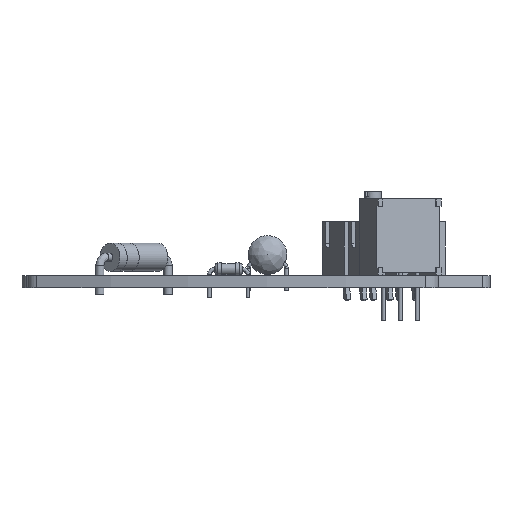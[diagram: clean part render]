
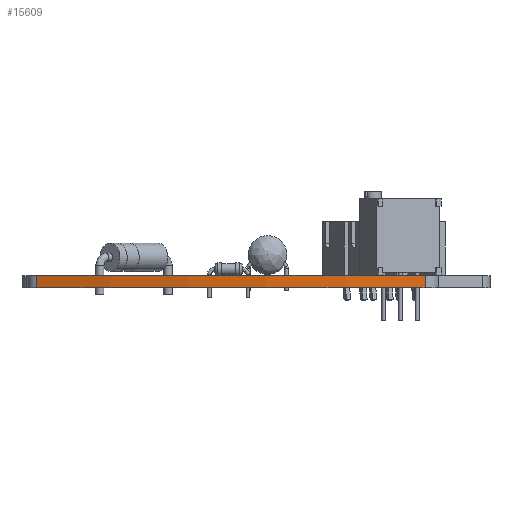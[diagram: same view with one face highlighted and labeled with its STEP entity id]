
A CAD part, front view. The second image highlights one B-rep face of the part: STEP entity #15609.
In plain terms, the highlighted cylindrical face has radius 99 mm (diameter 198 mm), a partial arc.
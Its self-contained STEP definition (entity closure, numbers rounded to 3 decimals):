
#11366 = PLANE('',#11367);
#11367 = AXIS2_PLACEMENT_3D('',#11368,#11369,#11370);
#11368 = CARTESIAN_POINT('',(148.646,-108.477,1.6));
#11369 = DIRECTION('',(0.,0.,1.));
#11370 = DIRECTION('',(1.,0.,-0.));
#11421 = PLANE('',#11422);
#11422 = AXIS2_PLACEMENT_3D('',#11423,#11424,#11425);
#11423 = CARTESIAN_POINT('',(148.646,-108.477,0.));
#11424 = DIRECTION('',(0.,0.,1.));
#11425 = DIRECTION('',(1.,0.,-0.));
#11759 = VERTEX_POINT('',#11760);
#11760 = CARTESIAN_POINT('',(120.298,-126.51,0.));
#11775 = CYLINDRICAL_SURFACE('',#11776,2.);
#11776 = AXIS2_PLACEMENT_3D('',#11777,#11778,#11779);
#11777 = CARTESIAN_POINT('',(121.066,-124.663,0.));
#11778 = DIRECTION('',(-0.,-0.,-1.));
#11779 = DIRECTION('',(1.,0.,-0.));
#11787 = EDGE_CURVE('',#11759,#11788,#11790,.T.);
#11788 = VERTEX_POINT('',#11789);
#11789 = CARTESIAN_POINT('',(171.36,-133.232,0.));
#11790 = SURFACE_CURVE('',#11791,(#11796,#11803),.PCURVE_S1.);
#11791 = CIRCLE('',#11792,99.);
#11792 = AXIS2_PLACEMENT_3D('',#11793,#11794,#11795);
#11793 = CARTESIAN_POINT('',(158.307,-35.097,0.));
#11794 = DIRECTION('',(0.,0.,1.));
#11795 = DIRECTION('',(1.,0.,-0.));
#11796 = PCURVE('',#11421,#11797);
#11797 = DEFINITIONAL_REPRESENTATION('',(#11798),#11802);
#11798 = CIRCLE('',#11799,99.);
#11799 = AXIS2_PLACEMENT_2D('',#11800,#11801);
#11800 = CARTESIAN_POINT('',(9.661,73.38));
#11801 = DIRECTION('',(1.,0.));
#11802 = ( GEOMETRIC_REPRESENTATION_CONTEXT(2) 
PARAMETRIC_REPRESENTATION_CONTEXT() REPRESENTATION_CONTEXT('2D SPACE',''
  ) );
#11803 = PCURVE('',#11804,#11809);
#11804 = CYLINDRICAL_SURFACE('',#11805,99.);
#11805 = AXIS2_PLACEMENT_3D('',#11806,#11807,#11808);
#11806 = CARTESIAN_POINT('',(158.307,-35.097,0.));
#11807 = DIRECTION('',(-0.,-0.,-1.));
#11808 = DIRECTION('',(1.,0.,-0.));
#11809 = DEFINITIONAL_REPRESENTATION('',(#11810),#11814);
#11810 = LINE('',#11811,#11812);
#11811 = CARTESIAN_POINT('',(-0.,0.));
#11812 = VECTOR('',#11813,1.);
#11813 = DIRECTION('',(-1.,0.));
#11814 = ( GEOMETRIC_REPRESENTATION_CONTEXT(2) 
PARAMETRIC_REPRESENTATION_CONTEXT() REPRESENTATION_CONTEXT('2D SPACE',''
  ) );
#11833 = CYLINDRICAL_SURFACE('',#11834,2.);
#11834 = AXIS2_PLACEMENT_3D('',#11835,#11836,#11837);
#11835 = CARTESIAN_POINT('',(171.097,-131.25,0.));
#11836 = DIRECTION('',(-0.,-0.,-1.));
#11837 = DIRECTION('',(1.,0.,-0.));
#13778 = VERTEX_POINT('',#13779);
#13779 = CARTESIAN_POINT('',(120.298,-126.51,1.6));
#13801 = EDGE_CURVE('',#13778,#13802,#13804,.T.);
#13802 = VERTEX_POINT('',#13803);
#13803 = CARTESIAN_POINT('',(171.36,-133.232,1.6));
#13804 = SURFACE_CURVE('',#13805,(#13810,#13817),.PCURVE_S1.);
#13805 = CIRCLE('',#13806,99.);
#13806 = AXIS2_PLACEMENT_3D('',#13807,#13808,#13809);
#13807 = CARTESIAN_POINT('',(158.307,-35.097,1.6));
#13808 = DIRECTION('',(0.,0.,1.));
#13809 = DIRECTION('',(1.,0.,-0.));
#13810 = PCURVE('',#11366,#13811);
#13811 = DEFINITIONAL_REPRESENTATION('',(#13812),#13816);
#13812 = CIRCLE('',#13813,99.);
#13813 = AXIS2_PLACEMENT_2D('',#13814,#13815);
#13814 = CARTESIAN_POINT('',(9.661,73.38));
#13815 = DIRECTION('',(1.,0.));
#13816 = ( GEOMETRIC_REPRESENTATION_CONTEXT(2) 
PARAMETRIC_REPRESENTATION_CONTEXT() REPRESENTATION_CONTEXT('2D SPACE',''
  ) );
#13817 = PCURVE('',#11804,#13818);
#13818 = DEFINITIONAL_REPRESENTATION('',(#13819),#13823);
#13819 = LINE('',#13820,#13821);
#13820 = CARTESIAN_POINT('',(-0.,-1.6));
#13821 = VECTOR('',#13822,1.);
#13822 = DIRECTION('',(-1.,0.));
#13823 = ( GEOMETRIC_REPRESENTATION_CONTEXT(2) 
PARAMETRIC_REPRESENTATION_CONTEXT() REPRESENTATION_CONTEXT('2D SPACE',''
  ) );
#15559 = EDGE_CURVE('',#11788,#13802,#15560,.T.);
#15560 = SURFACE_CURVE('',#15561,(#15565,#15572),.PCURVE_S1.);
#15561 = LINE('',#15562,#15563);
#15562 = CARTESIAN_POINT('',(171.36,-133.232,0.));
#15563 = VECTOR('',#15564,1.);
#15564 = DIRECTION('',(0.,0.,1.));
#15565 = PCURVE('',#11833,#15566);
#15566 = DEFINITIONAL_REPRESENTATION('',(#15567),#15571);
#15567 = LINE('',#15568,#15569);
#15568 = CARTESIAN_POINT('',(-4.844,0.));
#15569 = VECTOR('',#15570,1.);
#15570 = DIRECTION('',(-0.,-1.));
#15571 = ( GEOMETRIC_REPRESENTATION_CONTEXT(2) 
PARAMETRIC_REPRESENTATION_CONTEXT() REPRESENTATION_CONTEXT('2D SPACE',''
  ) );
#15572 = PCURVE('',#11804,#15573);
#15573 = DEFINITIONAL_REPRESENTATION('',(#15574),#15578);
#15574 = LINE('',#15575,#15576);
#15575 = CARTESIAN_POINT('',(-4.845,0.));
#15576 = VECTOR('',#15577,1.);
#15577 = DIRECTION('',(-0.,-1.));
#15578 = ( GEOMETRIC_REPRESENTATION_CONTEXT(2) 
PARAMETRIC_REPRESENTATION_CONTEXT() REPRESENTATION_CONTEXT('2D SPACE',''
  ) );
#15609 = ADVANCED_FACE('',(#15610),#11804,.T.);
#15610 = FACE_BOUND('',#15611,.F.);
#15611 = EDGE_LOOP('',(#15612,#15633,#15634,#15635));
#15612 = ORIENTED_EDGE('',*,*,#15613,.T.);
#15613 = EDGE_CURVE('',#11759,#13778,#15614,.T.);
#15614 = SURFACE_CURVE('',#15615,(#15619,#15626),.PCURVE_S1.);
#15615 = LINE('',#15616,#15617);
#15616 = CARTESIAN_POINT('',(120.298,-126.51,0.));
#15617 = VECTOR('',#15618,1.);
#15618 = DIRECTION('',(0.,0.,1.));
#15619 = PCURVE('',#11804,#15620);
#15620 = DEFINITIONAL_REPRESENTATION('',(#15621),#15625);
#15621 = LINE('',#15622,#15623);
#15622 = CARTESIAN_POINT('',(-4.318,0.));
#15623 = VECTOR('',#15624,1.);
#15624 = DIRECTION('',(-0.,-1.));
#15625 = ( GEOMETRIC_REPRESENTATION_CONTEXT(2) 
PARAMETRIC_REPRESENTATION_CONTEXT() REPRESENTATION_CONTEXT('2D SPACE',''
  ) );
#15626 = PCURVE('',#11775,#15627);
#15627 = DEFINITIONAL_REPRESENTATION('',(#15628),#15632);
#15628 = LINE('',#15629,#15630);
#15629 = CARTESIAN_POINT('',(-4.318,0.));
#15630 = VECTOR('',#15631,1.);
#15631 = DIRECTION('',(-0.,-1.));
#15632 = ( GEOMETRIC_REPRESENTATION_CONTEXT(2) 
PARAMETRIC_REPRESENTATION_CONTEXT() REPRESENTATION_CONTEXT('2D SPACE',''
  ) );
#15633 = ORIENTED_EDGE('',*,*,#13801,.T.);
#15634 = ORIENTED_EDGE('',*,*,#15559,.F.);
#15635 = ORIENTED_EDGE('',*,*,#11787,.F.);
